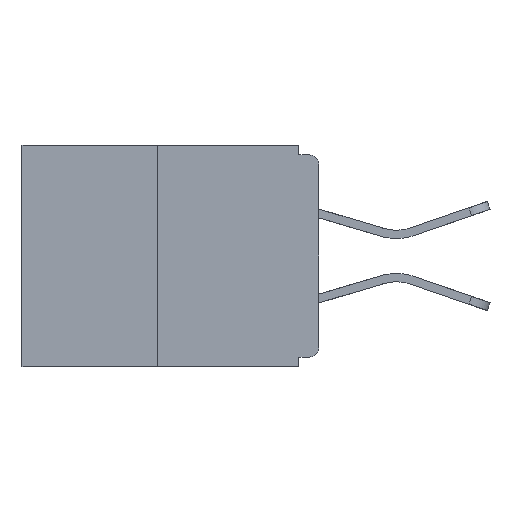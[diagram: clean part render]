
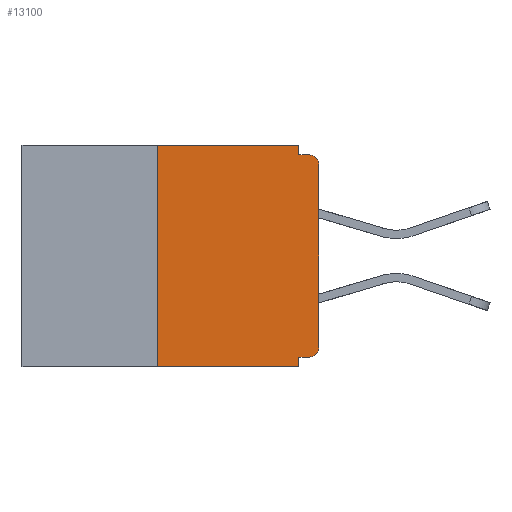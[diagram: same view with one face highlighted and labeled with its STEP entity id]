
A CAD part, left-side view. The second image highlights one B-rep face of the part: STEP entity #13100.
In plain terms, the highlighted planar face has unit normal (-1, 0, 0).
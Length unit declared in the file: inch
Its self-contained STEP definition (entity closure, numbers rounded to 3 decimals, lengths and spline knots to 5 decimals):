
#49 = CIRCLE ( 'NONE', #12671, 0.015 ) ;
#474 = CARTESIAN_POINT ( 'NONE',  ( 0., 0., -0.03 ) ) ;
#670 = VECTOR ( 'NONE', #22607, 39.37008 ) ;
#866 = LINE ( 'NONE', #4341, #9424 ) ;
#1730 = DIRECTION ( 'NONE',  ( 0., -1., 0. ) ) ;
#2387 = DIRECTION ( 'NONE',  ( 0., 0., -1. ) ) ;
#2512 = VERTEX_POINT ( 'NONE', #9773 ) ;
#2649 = CARTESIAN_POINT ( 'NONE',  ( 0., 0., -0.015 ) ) ;
#3364 = DIRECTION ( 'NONE',  ( 1., 0., 0. ) ) ;
#3434 = EDGE_CURVE ( 'NONE', #22050, #21803, #12058, .T. ) ;
#3473 = CARTESIAN_POINT ( 'NONE',  ( 0., 0., 0. ) ) ;
#3702 = LINE ( 'NONE', #17024, #8762 ) ;
#3876 = CARTESIAN_POINT ( 'NONE',  ( 0., 0.015, -0.313 ) ) ;
#3987 = ORIENTED_EDGE ( 'NONE', *, *, #7041, .F. ) ;
#4122 = CARTESIAN_POINT ( 'NONE',  ( 0., 0.031, 0. ) ) ;
#4341 = CARTESIAN_POINT ( 'NONE',  ( 0., 0., -0.328 ) ) ;
#4595 = CARTESIAN_POINT ( 'NONE',  ( 0., 0.015, -0.328 ) ) ;
#5047 = CARTESIAN_POINT ( 'NONE',  ( 0., 0.031, -0.343 ) ) ;
#5311 = VERTEX_POINT ( 'NONE', #4595 ) ;
#5325 = DIRECTION ( 'NONE',  ( 0., 0., -1. ) ) ;
#5371 = EDGE_CURVE ( 'NONE', #11539, #2512, #8924, .T. ) ;
#5446 = CARTESIAN_POINT ( 'NONE',  ( 0., 0.015, -0.03 ) ) ;
#5784 = VERTEX_POINT ( 'NONE', #6111 ) ;
#5902 = DIRECTION ( 'NONE',  ( 0., 0., -1. ) ) ;
#6046 = DIRECTION ( 'NONE',  ( 0., -1., 0. ) ) ;
#6081 = VECTOR ( 'NONE', #5902, 39.37008 ) ;
#6111 = CARTESIAN_POINT ( 'NONE',  ( 0., 0.031, -0.015 ) ) ;
#6586 = EDGE_LOOP ( 'NONE', ( #3987, #18495, #8273, #10282, #17438, #7972, #21402, #15632, #10955, #21198 ) ) ;
#7041 = EDGE_CURVE ( 'NONE', #12977, #22577, #24100, .T. ) ;
#7146 = EDGE_CURVE ( 'NONE', #5784, #2512, #7952, .T. ) ;
#7189 = PLANE ( 'NONE',  #9120 ) ;
#7952 = LINE ( 'NONE', #2649, #23572 ) ;
#7972 = ORIENTED_EDGE ( 'NONE', *, *, #12804, .T. ) ;
#8273 = ORIENTED_EDGE ( 'NONE', *, *, #13660, .T. ) ;
#8526 = DIRECTION ( 'NONE',  ( 0., 1., 0. ) ) ;
#8762 = VECTOR ( 'NONE', #6046, 39.37008 ) ;
#8924 = CIRCLE ( 'NONE', #22754, 0.015 ) ;
#9120 = AXIS2_PLACEMENT_3D ( 'NONE', #24247, #3364, #12862 ) ;
#9424 = VECTOR ( 'NONE', #8526, 39.37008 ) ;
#9773 = CARTESIAN_POINT ( 'NONE',  ( 0., 0.015, -0.015 ) ) ;
#10282 = ORIENTED_EDGE ( 'NONE', *, *, #3434, .F. ) ;
#10689 = VERTEX_POINT ( 'NONE', #23520 ) ;
#10955 = ORIENTED_EDGE ( 'NONE', *, *, #7146, .F. ) ;
#10998 = FACE_OUTER_BOUND ( 'NONE', #6586, .T. ) ;
#11079 = LINE ( 'NONE', #15031, #670 ) ;
#11539 = VERTEX_POINT ( 'NONE', #474 ) ;
#11692 = DIRECTION ( 'NONE',  ( 0., 0., -1. ) ) ;
#11763 = DIRECTION ( 'NONE',  ( -1., 0., 0. ) ) ;
#12058 = LINE ( 'NONE', #13915, #15089 ) ;
#12671 = AXIS2_PLACEMENT_3D ( 'NONE', #3876, #11763, #2387 ) ;
#12804 = EDGE_CURVE ( 'NONE', #5311, #10689, #49, .T. ) ;
#12862 = DIRECTION ( 'NONE',  ( 0., 0., -1. ) ) ;
#12977 = VERTEX_POINT ( 'NONE', #16205 ) ;
#13100 = ADVANCED_FACE ( 'NONE', ( #10998 ), #7189, .F. ) ;
#13660 = EDGE_CURVE ( 'NONE', #21958, #21803, #3702, .T. ) ;
#13915 = CARTESIAN_POINT ( 'NONE',  ( 0., 0.031, -0.343 ) ) ;
#14000 = DIRECTION ( 'NONE',  ( 0., -1., 0. ) ) ;
#14579 = DIRECTION ( 'NONE',  ( -1., 0., 0. ) ) ;
#14687 = CARTESIAN_POINT ( 'NONE',  ( 0., 0.46, 0. ) ) ;
#15031 = CARTESIAN_POINT ( 'NONE',  ( 0., 0.25, 0. ) ) ;
#15064 = LINE ( 'NONE', #3473, #16812 ) ;
#15089 = VECTOR ( 'NONE', #11692, 39.37008 ) ;
#15539 = EDGE_CURVE ( 'NONE', #22577, #5784, #18852, .T. ) ;
#15632 = ORIENTED_EDGE ( 'NONE', *, *, #5371, .T. ) ;
#16205 = CARTESIAN_POINT ( 'NONE',  ( 0., 0.25, 0. ) ) ;
#16812 = VECTOR ( 'NONE', #18770, 39.37008 ) ;
#17024 = CARTESIAN_POINT ( 'NONE',  ( 0., 0.46, -0.343 ) ) ;
#17438 = ORIENTED_EDGE ( 'NONE', *, *, #21184, .F. ) ;
#17588 = CARTESIAN_POINT ( 'NONE',  ( 0., 0.25, -0.343 ) ) ;
#18075 = EDGE_CURVE ( 'NONE', #10689, #11539, #15064, .T. ) ;
#18495 = ORIENTED_EDGE ( 'NONE', *, *, #18554, .F. ) ;
#18554 = EDGE_CURVE ( 'NONE', #21958, #12977, #11079, .T. ) ;
#18770 = DIRECTION ( 'NONE',  ( 0., 0., 1. ) ) ;
#18852 = LINE ( 'NONE', #22956, #6081 ) ;
#20577 = CARTESIAN_POINT ( 'NONE',  ( 0., 0.031, -0.328 ) ) ;
#21184 = EDGE_CURVE ( 'NONE', #5311, #22050, #866, .T. ) ;
#21198 = ORIENTED_EDGE ( 'NONE', *, *, #15539, .F. ) ;
#21402 = ORIENTED_EDGE ( 'NONE', *, *, #18075, .T. ) ;
#21803 = VERTEX_POINT ( 'NONE', #5047 ) ;
#21958 = VERTEX_POINT ( 'NONE', #17588 ) ;
#22050 = VERTEX_POINT ( 'NONE', #20577 ) ;
#22574 = VECTOR ( 'NONE', #1730, 39.37008 ) ;
#22577 = VERTEX_POINT ( 'NONE', #4122 ) ;
#22607 = DIRECTION ( 'NONE',  ( 0., 0., 1. ) ) ;
#22754 = AXIS2_PLACEMENT_3D ( 'NONE', #5446, #14579, #5325 ) ;
#22956 = CARTESIAN_POINT ( 'NONE',  ( 0., 0.031, 0. ) ) ;
#23520 = CARTESIAN_POINT ( 'NONE',  ( 0., 0., -0.313 ) ) ;
#23572 = VECTOR ( 'NONE', #14000, 39.37008 ) ;
#24100 = LINE ( 'NONE', #14687, #22574 ) ;
#24247 = CARTESIAN_POINT ( 'NONE',  ( 0., 0.46, 0. ) ) ;
